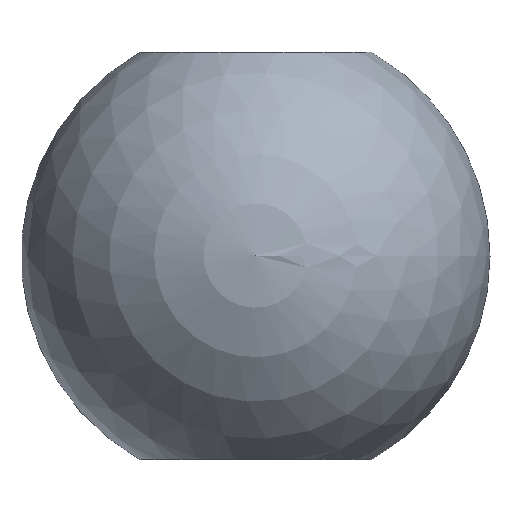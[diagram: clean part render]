
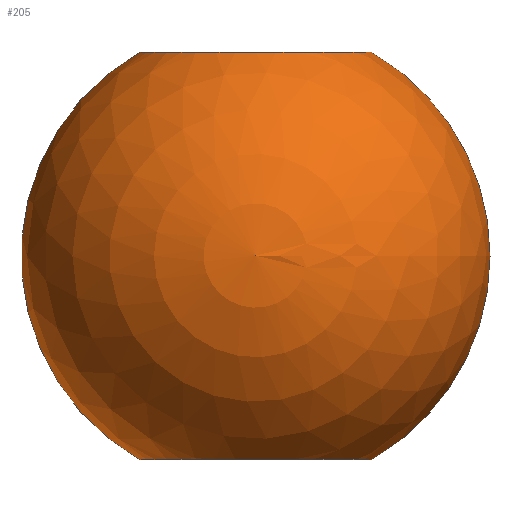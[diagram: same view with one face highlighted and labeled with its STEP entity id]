
A CAD part, top view. The second image highlights one B-rep face of the part: STEP entity #205.
In plain terms, the highlighted spherical face has radius 6.287 mm.
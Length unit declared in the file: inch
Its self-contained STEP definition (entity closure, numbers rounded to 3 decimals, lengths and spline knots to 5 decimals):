
#11 = VERTEX_POINT ( 'NONE', #44 ) ;
#12 = CARTESIAN_POINT ( 'NONE',  ( -0.1226, 0.4625, 0. ) ) ;
#14 = CARTESIAN_POINT ( 'NONE',  ( 0.1226, 0.0325, 0. ) ) ;
#39 = EDGE_CURVE ( 'NONE', #11, #100, #133, .T. ) ;
#41 = AXIS2_PLACEMENT_3D ( 'NONE', #246, #161, #247 ) ;
#44 = CARTESIAN_POINT ( 'NONE',  ( 0.1226, 0.4625, 0. ) ) ;
#47 = EDGE_CURVE ( 'NONE', #100, #82, #225, .T. ) ;
#53 = CIRCLE ( 'NONE', #197, 0.1226 ) ;
#65 = DIRECTION ( 'NONE',  ( 0., 0., 1. ) ) ;
#80 = CARTESIAN_POINT ( 'NONE',  ( 0., 0.0325, 0. ) ) ;
#82 = VERTEX_POINT ( 'NONE', #127 ) ;
#83 = CARTESIAN_POINT ( 'NONE',  ( 0., 0.4625, 0. ) ) ;
#84 = DIRECTION ( 'NONE',  ( 0., 0., -1. ) ) ;
#96 = AXIS2_PLACEMENT_3D ( 'NONE', #80, #156, #138 ) ;
#100 = VERTEX_POINT ( 'NONE', #14 ) ;
#101 = VERTEX_POINT ( 'NONE', #12 ) ;
#103 = SPHERICAL_SURFACE ( 'NONE', #111, 0.2475 ) ;
#111 = AXIS2_PLACEMENT_3D ( 'NONE', #141, #65, #233 ) ;
#116 = ORIENTED_EDGE ( 'NONE', *, *, #47, .F. ) ;
#117 = CARTESIAN_POINT ( 'NONE',  ( 0., 0.2475, 0. ) ) ;
#127 = CARTESIAN_POINT ( 'NONE',  ( -0.1226, 0.0325, 0. ) ) ;
#132 = ORIENTED_EDGE ( 'NONE', *, *, #213, .T. ) ;
#133 = CIRCLE ( 'NONE', #150, 0.2475 ) ;
#137 = DIRECTION ( 'NONE',  ( 0., 0., -1. ) ) ;
#138 = DIRECTION ( 'NONE',  ( 0., 0., -1. ) ) ;
#141 = CARTESIAN_POINT ( 'NONE',  ( 0., 0.2475, 0. ) ) ;
#145 = CIRCLE ( 'NONE', #41, 0.2475 ) ;
#150 = AXIS2_PLACEMENT_3D ( 'NONE', #117, #137, #224 ) ;
#156 = DIRECTION ( 'NONE',  ( 0., -1., 0. ) ) ;
#160 = DIRECTION ( 'NONE',  ( 0., -1., 0. ) ) ;
#161 = DIRECTION ( 'NONE',  ( 0., 0., 1. ) ) ;
#165 = FACE_OUTER_BOUND ( 'NONE', #223, .T. ) ;
#197 = AXIS2_PLACEMENT_3D ( 'NONE', #83, #160, #84 ) ;
#200 = ORIENTED_EDGE ( 'NONE', *, *, #227, .T. ) ;
#205 = ADVANCED_FACE ( 'NONE', ( #165 ), #103, .T. ) ;
#213 = EDGE_CURVE ( 'NONE', #11, #101, #53, .T. ) ;
#223 = EDGE_LOOP ( 'NONE', ( #132, #200, #116, #243 ) ) ;
#224 = DIRECTION ( 'NONE',  ( -1., 0., 0. ) ) ;
#225 = CIRCLE ( 'NONE', #96, 0.1226 ) ;
#227 = EDGE_CURVE ( 'NONE', #101, #82, #145, .T. ) ;
#233 = DIRECTION ( 'NONE',  ( 1., 0., 0. ) ) ;
#243 = ORIENTED_EDGE ( 'NONE', *, *, #39, .F. ) ;
#246 = CARTESIAN_POINT ( 'NONE',  ( 0., 0.2475, 0. ) ) ;
#247 = DIRECTION ( 'NONE',  ( 1., 0., 0. ) ) ;
